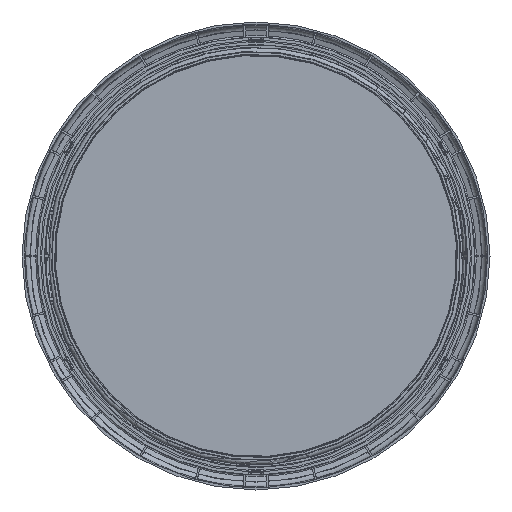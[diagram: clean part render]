
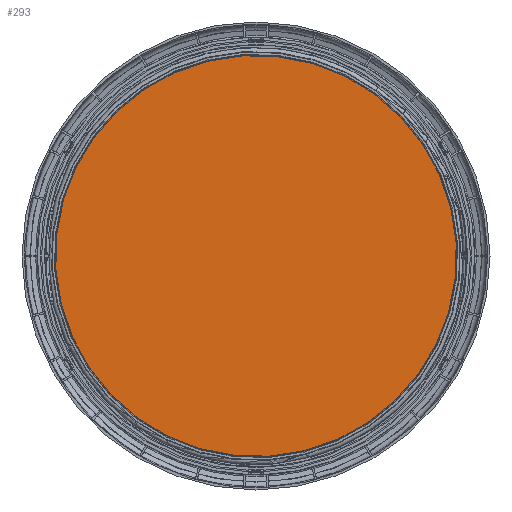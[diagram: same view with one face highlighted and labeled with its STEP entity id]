
A CAD part, front view. The second image highlights one B-rep face of the part: STEP entity #293.
In plain terms, the highlighted face is planar.
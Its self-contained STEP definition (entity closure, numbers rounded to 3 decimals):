
#293=ADVANCED_FACE('',(#1769),#1770,.F.);
#1769=FACE_OUTER_BOUND('',#8421,.T.);
#1770=PLANE('',#8422);
#8421=EDGE_LOOP('',(#13370));
#8422=AXIS2_PLACEMENT_3D('',#13371,#13372,#13373);
#13370=ORIENTED_EDGE('',*,*,#23716,.F.);
#13371=CARTESIAN_POINT('',(0.,0.,4.3));
#13372=DIRECTION('',(0.,0.,1.0));
#13373=DIRECTION('',(-0.403,-0.915,0.));
#23716=EDGE_CURVE('',#28144,#28144,#28145,.T.);
#28144=VERTEX_POINT('',#37885);
#28145=CIRCLE('',#37886,171.5);
#37885=CARTESIAN_POINT('',(-69.119,-156.955,4.3));
#37886=AXIS2_PLACEMENT_3D('',#52815,#52816,#52817);
#52815=CARTESIAN_POINT('',(0.,0.,4.3));
#52816=DIRECTION('',(0.,0.,1.0));
#52817=DIRECTION('',(-0.403,-0.915,0.));
